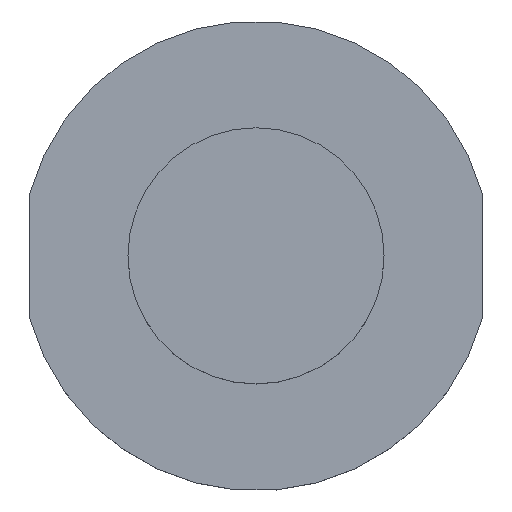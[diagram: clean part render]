
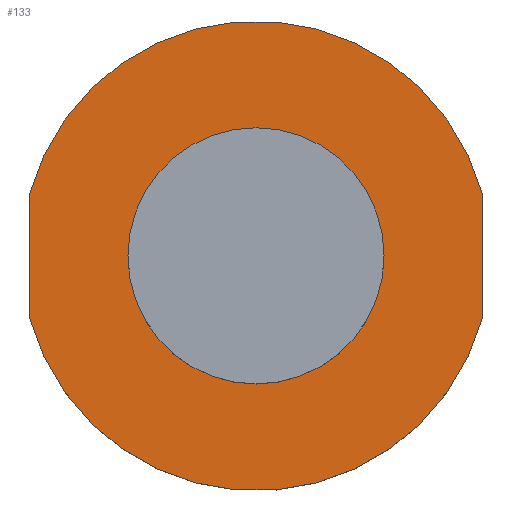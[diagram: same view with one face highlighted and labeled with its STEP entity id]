
A CAD part, top view. The second image highlights one B-rep face of the part: STEP entity #133.
In plain terms, the highlighted planar face has unit normal (0, 0, 1).
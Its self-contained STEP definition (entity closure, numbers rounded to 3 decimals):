
#133=ADVANCED_FACE('240[2]',(#387,#388),#389,.F.);
#262=EDGE_CURVE('240[2]',#575,#575,#576,.T.);
#264=EDGE_CURVE('240[2]',#578,#579,#580,.T.);
#274=EDGE_CURVE('240[2]',#508,#445,#590,.T.);
#296=EDGE_CURVE('240[2]',#579,#508,#616,.T.);
#333=EDGE_CURVE('240[2]',#445,#578,#666,.T.);
#387=FACE_OUTER_BOUND('',#719,.T.);
#388=FACE_BOUND('',#720,.T.);
#389=PLANE('',#721);
#445=VERTEX_POINT('',#797);
#508=VERTEX_POINT('',#908);
#575=VERTEX_POINT('',#1029);
#576=CIRCLE('',#1030,15.0);
#578=VERTEX_POINT('',#1033);
#579=VERTEX_POINT('',#1034);
#580=CIRCLE('',#1035,27.5);
#590=CIRCLE('',#1066,27.5);
#616=LINE('',#1114,#1115);
#666=LINE('',#1229,#1230);
#719=EDGE_LOOP('',(#1292,#1293,#1294,#1295));
#720=EDGE_LOOP('',(#1296));
#721=AXIS2_PLACEMENT_3D('',#1297,#1298,#1299);
#797=CARTESIAN_POINT('',(26.5,7.348,0.));
#908=CARTESIAN_POINT('',(-26.5,7.348,0.));
#1029=CARTESIAN_POINT('',(-15.0,0.,0.));
#1030=AXIS2_PLACEMENT_3D('',#1519,#1520,#1521);
#1033=CARTESIAN_POINT('',(26.5,-7.348,0.));
#1034=CARTESIAN_POINT('',(-26.5,-7.348,0.));
#1035=AXIS2_PLACEMENT_3D('',#1522,#1523,#1524);
#1066=AXIS2_PLACEMENT_3D('',#1528,#1529,#1530);
#1114=CARTESIAN_POINT('',(-26.5,-7.348,0.));
#1115=VECTOR('',#1563,14.697);
#1229=CARTESIAN_POINT('',(26.5,7.348,0.));
#1230=VECTOR('',#1618,14.697);
#1292=ORIENTED_EDGE('',*,*,#296,.F.);
#1293=ORIENTED_EDGE('',*,*,#264,.F.);
#1294=ORIENTED_EDGE('',*,*,#333,.F.);
#1295=ORIENTED_EDGE('',*,*,#274,.F.);
#1296=ORIENTED_EDGE('',*,*,#262,.T.);
#1297=CARTESIAN_POINT('',(0.,0.,0.));
#1298=DIRECTION('',(0.,0.,-1.0));
#1299=DIRECTION('',(-1.0,0.,0.));
#1519=CARTESIAN_POINT('',(0.0,0.0,0.0));
#1520=DIRECTION('',(0.,0.,-1.0));
#1521=DIRECTION('',(1.0,0.,0.));
#1522=CARTESIAN_POINT('',(0.,0.,0.));
#1523=DIRECTION('',(0.,0.,-1.0));
#1524=DIRECTION('',(0.964,-0.267,0.));
#1528=CARTESIAN_POINT('',(0.,0.,0.));
#1529=DIRECTION('',(0.,0.,-1.0));
#1530=DIRECTION('',(-0.964,0.267,0.));
#1563=DIRECTION('',(0.,1.0,0.));
#1618=DIRECTION('',(0.,-1.0,0.));
